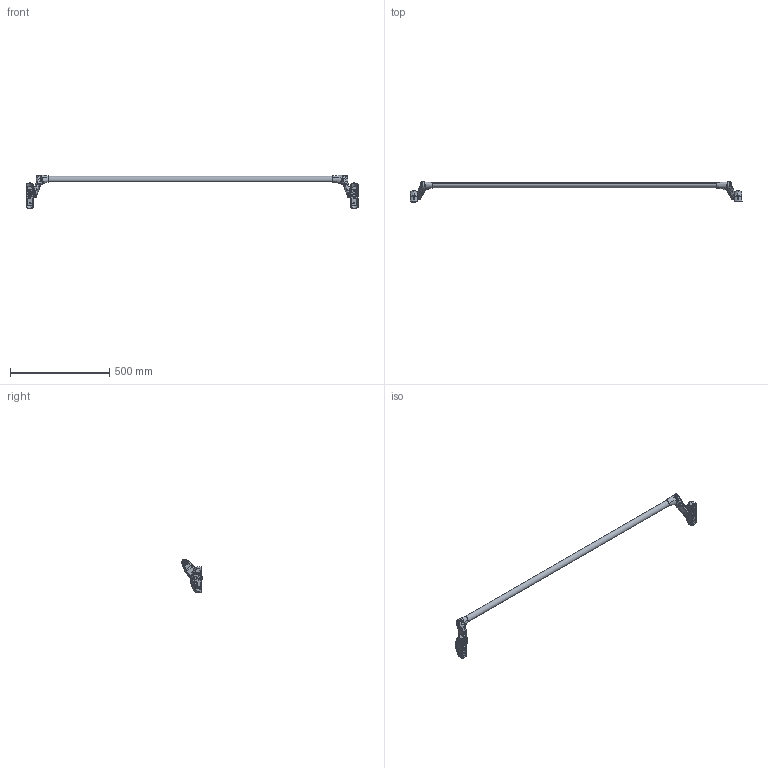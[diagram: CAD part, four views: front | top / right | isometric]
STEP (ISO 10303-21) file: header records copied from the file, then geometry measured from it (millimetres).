
FILE_DESCRIPTION((''),'2;1');
FILE_NAME('067200006XX00_SW0001','2020-08-24T18:02:23',('MLOLI'),(''),'CREO PARAMETRIC BY PTC INC, 2019344','CREO PARAMETRIC BY PTC INC, 2019344','');
FILE_SCHEMA(('AP242_MANAGED_MODEL_BASED_3D_ENGINEERING_MIM_LF { 1 0 10303 442 1 1 4 }'));
Products named in the file (1): 067200006XX00_SW0001
Bounding box: 1674.84 x 102.97 x 170.53 mm (x, y, z)
Volume: 466361 mm3; surface area: 386492 mm2
Topology: 6 solids, 9 shells, 1326 faces, 3733 edges, 2398 vertices
Faces by surface type: plane 588, cylinder 340, bspline 292, torus 45, cone 33, extrusion 28
Entity records: 79579 total; most frequent: CARTESIAN_POINT 47158, ORIENTED_EDGE 7466, DIRECTION 5496, EDGE_CURVE 3733, VERTEX_POINT 2398, VECTOR 2020, LINE 1992, AXIS2_PLACEMENT_3D 1738
